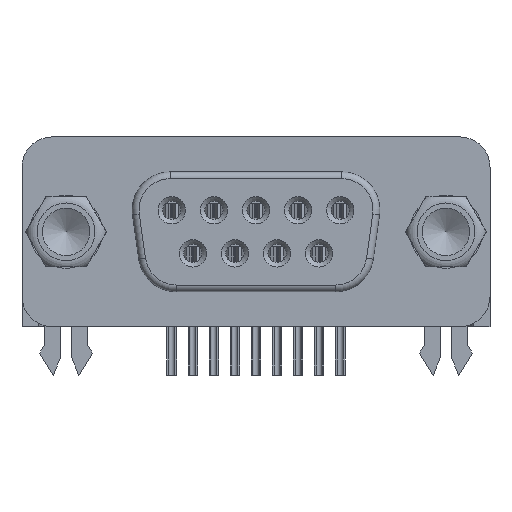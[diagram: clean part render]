
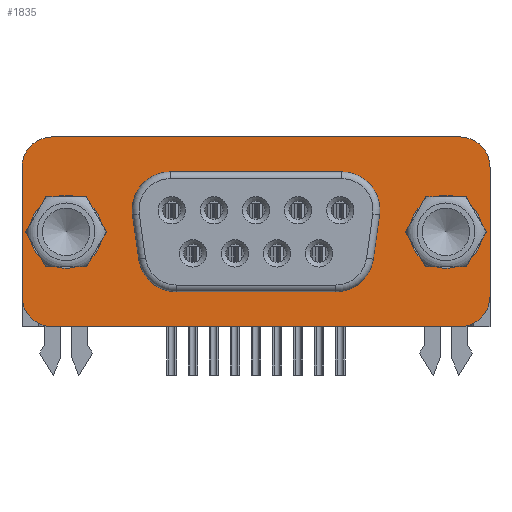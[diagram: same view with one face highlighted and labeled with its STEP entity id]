
A CAD part, front view. The second image highlights one B-rep face of the part: STEP entity #1835.
In plain terms, the highlighted planar face has unit normal (0, -1, 0).
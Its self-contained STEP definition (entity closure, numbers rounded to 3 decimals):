
#1835 = ADVANCED_FACE( '', ( #3642, #3643, #3644, #3645 ), #3646, .F. );
#3642 = FACE_BOUND( '', #6448, .T. );
#3643 = FACE_BOUND( '', #6449, .T. );
#3644 = FACE_OUTER_BOUND( '', #6450, .T. );
#3645 = FACE_BOUND( '', #6451, .T. );
#3646 = PLANE( '', #6452 );
#6448 = EDGE_LOOP( '', ( #11529 ) );
#6449 = EDGE_LOOP( '', ( #11530 ) );
#6450 = EDGE_LOOP( '', ( #11531, #11532, #11533, #11534, #11535, #11536, #11537, #11538 ) );
#6451 = EDGE_LOOP( '', ( #11539, #11540, #11541, #11542, #11543, #11544, #11545, #11546 ) );
#6452 = AXIS2_PLACEMENT_3D( '', #11547, #11548, #11549 );
#11529 = ORIENTED_EDGE( '', *, *, #13726, .T. );
#11530 = ORIENTED_EDGE( '', *, *, #13432, .T. );
#11531 = ORIENTED_EDGE( '', *, *, #12267, .F. );
#11532 = ORIENTED_EDGE( '', *, *, #13614, .T. );
#11533 = ORIENTED_EDGE( '', *, *, #12252, .F. );
#11534 = ORIENTED_EDGE( '', *, *, #13254, .T. );
#11535 = ORIENTED_EDGE( '', *, *, #13706, .F. );
#11536 = ORIENTED_EDGE( '', *, *, #13398, .T. );
#11537 = ORIENTED_EDGE( '', *, *, #13875, .F. );
#11538 = ORIENTED_EDGE( '', *, *, #13675, .T. );
#11539 = ORIENTED_EDGE( '', *, *, #13784, .F. );
#11540 = ORIENTED_EDGE( '', *, *, #13968, .F. );
#11541 = ORIENTED_EDGE( '', *, *, #13078, .F. );
#11542 = ORIENTED_EDGE( '', *, *, #12986, .F. );
#11543 = ORIENTED_EDGE( '', *, *, #13580, .F. );
#11544 = ORIENTED_EDGE( '', *, *, #13292, .F. );
#11545 = ORIENTED_EDGE( '', *, *, #13606, .F. );
#11546 = ORIENTED_EDGE( '', *, *, #13827, .F. );
#11547 = CARTESIAN_POINT( '', ( 0., -0.45, 0. ) );
#11548 = DIRECTION( '', ( 0., 1., 0. ) );
#11549 = DIRECTION( '', ( 0., 0., 1. ) );
#12252 = EDGE_CURVE( '', #14334, #14335, #14336, .T. );
#12267 = EDGE_CURVE( '', #14360, #14362, #14363, .T. );
#12986 = EDGE_CURVE( '', #15578, #15575, #15580, .T. );
#13078 = EDGE_CURVE( '', #15575, #15726, #15729, .F. );
#13254 = EDGE_CURVE( '', #14334, #15984, #15985, .F. );
#13292 = EDGE_CURVE( '', #16037, #16033, #16039, .T. );
#13398 = EDGE_CURVE( '', #16201, #16202, #16203, .F. );
#13432 = EDGE_CURVE( '', #16250, #16250, #16251, .T. );
#13580 = EDGE_CURVE( '', #16033, #15578, #16451, .F. );
#13606 = EDGE_CURVE( '', #16486, #16037, #16488, .F. );
#13614 = EDGE_CURVE( '', #14360, #14335, #16497, .F. );
#13675 = EDGE_CURVE( '', #16583, #14362, #16584, .F. );
#13706 = EDGE_CURVE( '', #16201, #15984, #16621, .T. );
#13726 = EDGE_CURVE( '', #16646, #16646, #16647, .T. );
#13784 = EDGE_CURVE( '', #16721, #16717, #16723, .F. );
#13827 = EDGE_CURVE( '', #16717, #16486, #16771, .T. );
#13875 = EDGE_CURVE( '', #16583, #16202, #16829, .T. );
#13968 = EDGE_CURVE( '', #15726, #16721, #16939, .T. );
#14334 = VERTEX_POINT( '', #17365 );
#14335 = VERTEX_POINT( '', #17366 );
#14336 = LINE( '', #17367, #17368 );
#14360 = VERTEX_POINT( '', #17400 );
#14362 = VERTEX_POINT( '', #17403 );
#14363 = LINE( '', #17404, #17405 );
#15575 = VERTEX_POINT( '', #19266 );
#15578 = VERTEX_POINT( '', #19271 );
#15580 = LINE( '', #19274, #19275 );
#15726 = VERTEX_POINT( '', #19518 );
#15729 = CIRCLE( '', #19522, 2.5 );
#15984 = VERTEX_POINT( '', #19938 );
#15985 = CIRCLE( '', #19939, 2. );
#16033 = VERTEX_POINT( '', #20003 );
#16037 = VERTEX_POINT( '', #20009 );
#16039 = LINE( '', #20012, #20013 );
#16201 = VERTEX_POINT( '', #20247 );
#16202 = VERTEX_POINT( '', #20248 );
#16203 = CIRCLE( '', #20249, 2. );
#16250 = VERTEX_POINT( '', #20349 );
#16251 = CIRCLE( '', #20350, 2.4 );
#16451 = CIRCLE( '', #20674, 2.5 );
#16486 = VERTEX_POINT( '', #20724 );
#16488 = CIRCLE( '', #20727, 2.5 );
#16497 = CIRCLE( '', #20739, 2. );
#16583 = VERTEX_POINT( '', #20858 );
#16584 = CIRCLE( '', #20859, 2. );
#16621 = LINE( '', #20911, #20912 );
#16646 = VERTEX_POINT( '', #20950 );
#16647 = CIRCLE( '', #20951, 2.4 );
#16717 = VERTEX_POINT( '', #21094 );
#16721 = VERTEX_POINT( '', #21099 );
#16723 = CIRCLE( '', #21102, 2.5 );
#16771 = LINE( '', #21173, #21174 );
#16829 = LINE( '', #21272, #21273 );
#16939 = LINE( '', #21457, #21458 );
#17365 = CARTESIAN_POINT( '', ( -15.4, -0.45, -4.25 ) );
#17366 = CARTESIAN_POINT( '', ( -15.4, -0.45, 4.25 ) );
#17367 = CARTESIAN_POINT( '', ( -15.4, -0.45, -6.25 ) );
#17368 = VECTOR( '', #21946, 1000. );
#17400 = CARTESIAN_POINT( '', ( -13.4, -0.45, 6.25 ) );
#17403 = CARTESIAN_POINT( '', ( 13.4, -0.45, 6.25 ) );
#17404 = CARTESIAN_POINT( '', ( -15.4, -0.45, 6.25 ) );
#17405 = VECTOR( '', #21962, 1000. );
#19266 = CARTESIAN_POINT( '', ( 5.242, -0.45, -3.95 ) );
#19271 = CARTESIAN_POINT( '', ( -5.242, -0.45, -3.95 ) );
#19274 = CARTESIAN_POINT( '', ( 0., -0.45, -3.95 ) );
#19275 = VECTOR( '', #22657, 1000. );
#19518 = CARTESIAN_POINT( '', ( 7.718, -0.45, -1.798 ) );
#19522 = AXIS2_PLACEMENT_3D( '', #22735, #22736, #22737 );
#19938 = CARTESIAN_POINT( '', ( -13.4, -0.45, -6.25 ) );
#19939 = AXIS2_PLACEMENT_3D( '', #22904, #22905, #22906 );
#20003 = CARTESIAN_POINT( '', ( -7.718, -0.45, -1.798 ) );
#20009 = CARTESIAN_POINT( '', ( -8.126, -0.45, 1.102 ) );
#20012 = CARTESIAN_POINT( '', ( -7.816, -0.45, -1.099 ) );
#20013 = VECTOR( '', #22953, 1000. );
#20247 = CARTESIAN_POINT( '', ( 13.4, -0.45, -6.25 ) );
#20248 = CARTESIAN_POINT( '', ( 15.4, -0.45, -4.25 ) );
#20249 = AXIS2_PLACEMENT_3D( '', #23062, #23063, #23064 );
#20349 = CARTESIAN_POINT( '', ( 12.5, -0.45, 2.4 ) );
#20350 = AXIS2_PLACEMENT_3D( '', #23103, #23104, #23105 );
#20674 = AXIS2_PLACEMENT_3D( '', #23231, #23232, #23233 );
#20724 = CARTESIAN_POINT( '', ( -5.65, -0.45, 3.95 ) );
#20727 = AXIS2_PLACEMENT_3D( '', #23262, #23263, #23264 );
#20739 = AXIS2_PLACEMENT_3D( '', #23271, #23272, #23273 );
#20858 = CARTESIAN_POINT( '', ( 15.4, -0.45, 4.25 ) );
#20859 = AXIS2_PLACEMENT_3D( '', #23337, #23338, #23339 );
#20911 = CARTESIAN_POINT( '', ( 15.4, -0.45, -6.25 ) );
#20912 = VECTOR( '', #23364, 1000. );
#20950 = CARTESIAN_POINT( '', ( -12.5, -0.45, 2.4 ) );
#20951 = AXIS2_PLACEMENT_3D( '', #23376, #23377, #23378 );
#21094 = CARTESIAN_POINT( '', ( 5.65, -0.45, 3.95 ) );
#21099 = CARTESIAN_POINT( '', ( 8.126, -0.45, 1.102 ) );
#21102 = AXIS2_PLACEMENT_3D( '', #23421, #23422, #23423 );
#21173 = CARTESIAN_POINT( '', ( 0., -0.45, 3.95 ) );
#21174 = VECTOR( '', #23459, 1000. );
#21272 = CARTESIAN_POINT( '', ( 15.4, -0.45, 6.25 ) );
#21273 = VECTOR( '', #23501, 1000. );
#21457 = CARTESIAN_POINT( '', ( 7.816, -0.45, -1.099 ) );
#21458 = VECTOR( '', #23585, 1000. );
#21946 = DIRECTION( '', ( 0., 0., 1. ) );
#21962 = DIRECTION( '', ( 1., 0., 0. ) );
#22657 = DIRECTION( '', ( 1., 0., 0. ) );
#22735 = CARTESIAN_POINT( '', ( 5.242, -0.45, -1.45 ) );
#22736 = DIRECTION( '', ( 0., 1., 0. ) );
#22737 = DIRECTION( '', ( 0., 0., 1. ) );
#22904 = CARTESIAN_POINT( '', ( -13.4, -0.45, -4.25 ) );
#22905 = DIRECTION( '', ( 0., 1., 0. ) );
#22906 = DIRECTION( '', ( 0., 0., 1. ) );
#22953 = DIRECTION( '', ( 0.139, 0., -0.99 ) );
#23062 = CARTESIAN_POINT( '', ( 13.4, -0.45, -4.25 ) );
#23063 = DIRECTION( '', ( 0., 1., 0. ) );
#23064 = DIRECTION( '', ( 0., 0., 1. ) );
#23103 = CARTESIAN_POINT( '', ( 12.5, -0.45, 0. ) );
#23104 = DIRECTION( '', ( 0., 1., 0. ) );
#23105 = DIRECTION( '', ( 0., 0., 1. ) );
#23231 = CARTESIAN_POINT( '', ( -5.242, -0.45, -1.45 ) );
#23232 = DIRECTION( '', ( 0., 1., 0. ) );
#23233 = DIRECTION( '', ( 0., 0., 1. ) );
#23262 = CARTESIAN_POINT( '', ( -5.65, -0.45, 1.45 ) );
#23263 = DIRECTION( '', ( 0., 1., 0. ) );
#23264 = DIRECTION( '', ( 0., 0., 1. ) );
#23271 = CARTESIAN_POINT( '', ( -13.4, -0.45, 4.25 ) );
#23272 = DIRECTION( '', ( 0., 1., 0. ) );
#23273 = DIRECTION( '', ( 0., 0., 1. ) );
#23337 = CARTESIAN_POINT( '', ( 13.4, -0.45, 4.25 ) );
#23338 = DIRECTION( '', ( 0., 1., 0. ) );
#23339 = DIRECTION( '', ( 0., 0., 1. ) );
#23364 = DIRECTION( '', ( -1., 0., 0. ) );
#23376 = CARTESIAN_POINT( '', ( -12.5, -0.45, 0. ) );
#23377 = DIRECTION( '', ( 0., 1., 0. ) );
#23378 = DIRECTION( '', ( 0., 0., 1. ) );
#23421 = CARTESIAN_POINT( '', ( 5.65, -0.45, 1.45 ) );
#23422 = DIRECTION( '', ( 0., 1., 0. ) );
#23423 = DIRECTION( '', ( 0., 0., 1. ) );
#23459 = DIRECTION( '', ( -1., 0., 0. ) );
#23501 = DIRECTION( '', ( 0., 0., -1. ) );
#23585 = DIRECTION( '', ( 0.139, 0., 0.99 ) );
